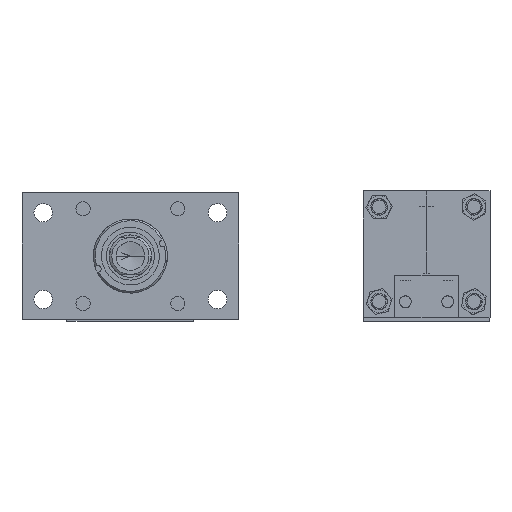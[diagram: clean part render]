
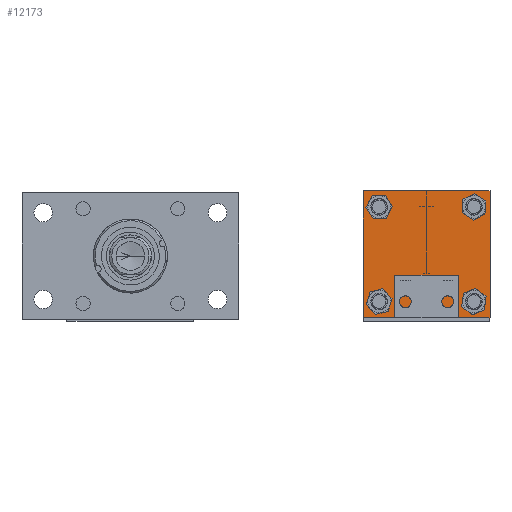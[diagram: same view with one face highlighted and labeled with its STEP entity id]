
A CAD part, top view. The second image highlights one B-rep face of the part: STEP entity #12173.
In plain terms, the highlighted face is planar.
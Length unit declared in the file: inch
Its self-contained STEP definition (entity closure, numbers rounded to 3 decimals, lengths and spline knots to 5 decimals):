
#60 = CARTESIAN_POINT ( 'NONE',  ( 6.43288, 9.97591, -0.3831 ) ) ;
#84 = EDGE_LOOP ( 'NONE', ( #769, #4877 ) ) ;
#147 = CIRCLE ( 'NONE', #13163, 0.203 ) ;
#175 = DIRECTION ( 'NONE',  ( -1., 0., 0. ) ) ;
#230 = CARTESIAN_POINT ( 'NONE',  ( 6.22988, 9.97591, -0.3831 ) ) ;
#388 = VERTEX_POINT ( 'NONE', #5864 ) ;
#498 = CARTESIAN_POINT ( 'NONE',  ( 4.19488, 7.73791, -0.3831 ) ) ;
#769 = ORIENTED_EDGE ( 'NONE', *, *, #1890, .T. ) ;
#832 = AXIS2_PLACEMENT_3D ( 'NONE', #6273, #5118, #7214 ) ;
#871 = VERTEX_POINT ( 'NONE', #230 ) ;
#1016 = DIRECTION ( 'NONE',  ( 1., 0., 0. ) ) ;
#1124 = EDGE_LOOP ( 'NONE', ( #6464, #1515 ) ) ;
#1235 = VERTEX_POINT ( 'NONE', #5047 ) ;
#1262 = AXIS2_PLACEMENT_3D ( 'NONE', #4062, #11376, #12419 ) ;
#1440 = AXIS2_PLACEMENT_3D ( 'NONE', #1510, #2616, #8824 ) ;
#1510 = CARTESIAN_POINT ( 'NONE',  ( 4.19488, 9.97591, -0.3831 ) ) ;
#1515 = ORIENTED_EDGE ( 'NONE', *, *, #8795, .T. ) ;
#1533 = ORIENTED_EDGE ( 'NONE', *, *, #7778, .T. ) ;
#1890 = EDGE_CURVE ( 'NONE', #871, #13342, #3910, .T. ) ;
#2003 = EDGE_LOOP ( 'NONE', ( #1533, #10988, #7586, #3016 ) ) ;
#2221 = CIRCLE ( 'NONE', #832, 0.203 ) ;
#2289 = AXIS2_PLACEMENT_3D ( 'NONE', #60, #12614, #10555 ) ;
#2310 = VERTEX_POINT ( 'NONE', #2961 ) ;
#2582 = EDGE_CURVE ( 'NONE', #1235, #2310, #147, .T. ) ;
#2616 = DIRECTION ( 'NONE',  ( 0., 0., 1. ) ) ;
#2697 = EDGE_CURVE ( 'NONE', #5058, #10176, #6693, .T. ) ;
#2871 = DIRECTION ( 'NONE',  ( 0., 0., 1. ) ) ;
#2887 = VERTEX_POINT ( 'NONE', #11579 ) ;
#2961 = CARTESIAN_POINT ( 'NONE',  ( 4.39788, 7.73791, -0.3831 ) ) ;
#2977 = CARTESIAN_POINT ( 'NONE',  ( 6.63588, 9.97591, -0.3831 ) ) ;
#3016 = ORIENTED_EDGE ( 'NONE', *, *, #2697, .T. ) ;
#3041 = CARTESIAN_POINT ( 'NONE',  ( 4.19488, 9.97591, -0.3831 ) ) ;
#3127 = FACE_BOUND ( 'NONE', #84, .T. ) ;
#3173 = DIRECTION ( 'NONE',  ( 0., 0., 1. ) ) ;
#3294 = DIRECTION ( 'NONE',  ( 0., -1., 0. ) ) ;
#3750 = DIRECTION ( 'NONE',  ( 1., 0., 0. ) ) ;
#3910 = CIRCLE ( 'NONE', #2289, 0.203 ) ;
#4062 = CARTESIAN_POINT ( 'NONE',  ( 5.31388, 5.55135, -0.3831 ) ) ;
#4090 = ORIENTED_EDGE ( 'NONE', *, *, #13274, .T. ) ;
#4380 = CARTESIAN_POINT ( 'NONE',  ( 3.81388, 5.55135, -0.3831 ) ) ;
#4443 = LINE ( 'NONE', #5518, #12451 ) ;
#4496 = DIRECTION ( 'NONE',  ( 0., -1., 0. ) ) ;
#4498 = CIRCLE ( 'NONE', #7779, 0.203 ) ;
#4813 = EDGE_CURVE ( 'NONE', #13342, #871, #2221, .T. ) ;
#4877 = ORIENTED_EDGE ( 'NONE', *, *, #4813, .T. ) ;
#4934 = CARTESIAN_POINT ( 'NONE',  ( 6.81388, 7.35691, -0.3831 ) ) ;
#4962 = VERTEX_POINT ( 'NONE', #6498 ) ;
#5047 = CARTESIAN_POINT ( 'NONE',  ( 3.99188, 7.73791, -0.3831 ) ) ;
#5058 = VERTEX_POINT ( 'NONE', #9691 ) ;
#5081 = FACE_BOUND ( 'NONE', #7054, .T. ) ;
#5118 = DIRECTION ( 'NONE',  ( 0., 0., 1. ) ) ;
#5233 = AXIS2_PLACEMENT_3D ( 'NONE', #12228, #2871, #10206 ) ;
#5415 = DIRECTION ( 'NONE',  ( -1., 0., 0. ) ) ;
#5417 = CARTESIAN_POINT ( 'NONE',  ( 5.31388, 7.35691, -0.3831 ) ) ;
#5518 = CARTESIAN_POINT ( 'NONE',  ( 5.31388, 10.35691, -0.3831 ) ) ;
#5776 = CARTESIAN_POINT ( 'NONE',  ( 6.22988, 7.73791, -0.3831 ) ) ;
#5864 = CARTESIAN_POINT ( 'NONE',  ( 3.99188, 9.97591, -0.3831 ) ) ;
#6174 = VERTEX_POINT ( 'NONE', #8758 ) ;
#6273 = CARTESIAN_POINT ( 'NONE',  ( 6.43288, 9.97591, -0.3831 ) ) ;
#6464 = ORIENTED_EDGE ( 'NONE', *, *, #2582, .T. ) ;
#6498 = CARTESIAN_POINT ( 'NONE',  ( 4.39788, 9.97591, -0.3831 ) ) ;
#6612 = CIRCLE ( 'NONE', #5233, 0.203 ) ;
#6693 = LINE ( 'NONE', #12617, #11590 ) ;
#6766 = CARTESIAN_POINT ( 'NONE',  ( 6.43288, 7.73791, -0.3831 ) ) ;
#6929 = VERTEX_POINT ( 'NONE', #12247 ) ;
#6982 = AXIS2_PLACEMENT_3D ( 'NONE', #3041, #3173, #8379 ) ;
#7054 = EDGE_LOOP ( 'NONE', ( #7444, #11230 ) ) ;
#7214 = DIRECTION ( 'NONE',  ( 1., 0., 0. ) ) ;
#7439 = CIRCLE ( 'NONE', #10230, 0.203 ) ;
#7444 = ORIENTED_EDGE ( 'NONE', *, *, #9072, .T. ) ;
#7586 = ORIENTED_EDGE ( 'NONE', *, *, #11143, .F. ) ;
#7699 = ORIENTED_EDGE ( 'NONE', *, *, #9722, .T. ) ;
#7778 = EDGE_CURVE ( 'NONE', #10176, #6174, #10183, .T. ) ;
#7779 = AXIS2_PLACEMENT_3D ( 'NONE', #10414, #12569, #1016 ) ;
#8047 = EDGE_CURVE ( 'NONE', #6929, #8500, #6612, .T. ) ;
#8226 = PLANE ( 'NONE',  #1262 ) ;
#8359 = FACE_OUTER_BOUND ( 'NONE', #2003, .T. ) ;
#8379 = DIRECTION ( 'NONE',  ( 1., 0., 0. ) ) ;
#8500 = VERTEX_POINT ( 'NONE', #5776 ) ;
#8758 = CARTESIAN_POINT ( 'NONE',  ( 3.81388, 7.35691, -0.3831 ) ) ;
#8795 = EDGE_CURVE ( 'NONE', #2310, #1235, #4498, .T. ) ;
#8824 = DIRECTION ( 'NONE',  ( 1., 0., 0. ) ) ;
#9004 = FACE_BOUND ( 'NONE', #11544, .T. ) ;
#9044 = EDGE_CURVE ( 'NONE', #2887, #6174, #11689, .T. ) ;
#9072 = EDGE_CURVE ( 'NONE', #8500, #6929, #7439, .T. ) ;
#9217 = VECTOR ( 'NONE', #175, 39.37008 ) ;
#9507 = FACE_BOUND ( 'NONE', #1124, .T. ) ;
#9691 = CARTESIAN_POINT ( 'NONE',  ( 6.81388, 10.35691, -0.3831 ) ) ;
#9722 = EDGE_CURVE ( 'NONE', #388, #4962, #12012, .T. ) ;
#9819 = DIRECTION ( 'NONE',  ( 0., 0., 1. ) ) ;
#10176 = VERTEX_POINT ( 'NONE', #4934 ) ;
#10183 = LINE ( 'NONE', #5417, #9217 ) ;
#10206 = DIRECTION ( 'NONE',  ( 1., 0., 0. ) ) ;
#10230 = AXIS2_PLACEMENT_3D ( 'NONE', #6766, #9819, #10819 ) ;
#10414 = CARTESIAN_POINT ( 'NONE',  ( 4.19488, 7.73791, -0.3831 ) ) ;
#10555 = DIRECTION ( 'NONE',  ( 1., 0., 0. ) ) ;
#10819 = DIRECTION ( 'NONE',  ( 1., 0., 0. ) ) ;
#10988 = ORIENTED_EDGE ( 'NONE', *, *, #9044, .F. ) ;
#11010 = DIRECTION ( 'NONE',  ( 0., 0., 1. ) ) ;
#11143 = EDGE_CURVE ( 'NONE', #5058, #2887, #4443, .T. ) ;
#11230 = ORIENTED_EDGE ( 'NONE', *, *, #8047, .T. ) ;
#11376 = DIRECTION ( 'NONE',  ( 0., 0., 1. ) ) ;
#11544 = EDGE_LOOP ( 'NONE', ( #7699, #4090 ) ) ;
#11579 = CARTESIAN_POINT ( 'NONE',  ( 3.81388, 10.35691, -0.3831 ) ) ;
#11590 = VECTOR ( 'NONE', #4496, 39.37008 ) ;
#11689 = LINE ( 'NONE', #4380, #12822 ) ;
#12012 = CIRCLE ( 'NONE', #6982, 0.203 ) ;
#12128 = CIRCLE ( 'NONE', #1440, 0.203 ) ;
#12173 = ADVANCED_FACE ( 'NONE', ( #9004, #9507, #5081, #3127, #8359 ), #8226, .F. ) ;
#12228 = CARTESIAN_POINT ( 'NONE',  ( 6.43288, 7.73791, -0.3831 ) ) ;
#12247 = CARTESIAN_POINT ( 'NONE',  ( 6.63588, 7.73791, -0.3831 ) ) ;
#12419 = DIRECTION ( 'NONE',  ( 1., 0., 0. ) ) ;
#12451 = VECTOR ( 'NONE', #5415, 39.37008 ) ;
#12569 = DIRECTION ( 'NONE',  ( 0., 0., 1. ) ) ;
#12614 = DIRECTION ( 'NONE',  ( 0., 0., 1. ) ) ;
#12617 = CARTESIAN_POINT ( 'NONE',  ( 6.81388, 5.55135, -0.3831 ) ) ;
#12822 = VECTOR ( 'NONE', #3294, 39.37008 ) ;
#13163 = AXIS2_PLACEMENT_3D ( 'NONE', #498, #11010, #3750 ) ;
#13274 = EDGE_CURVE ( 'NONE', #4962, #388, #12128, .T. ) ;
#13342 = VERTEX_POINT ( 'NONE', #2977 ) ;
